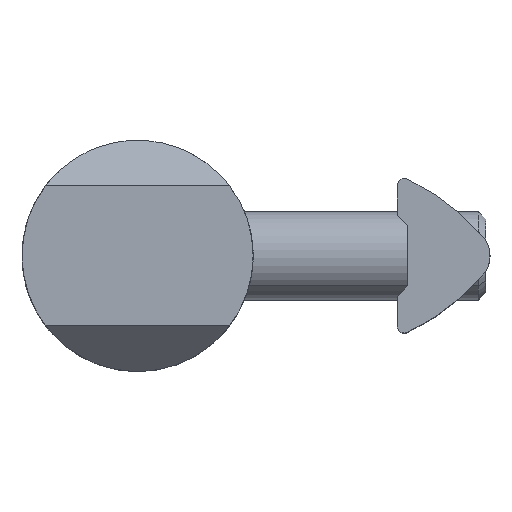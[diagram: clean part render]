
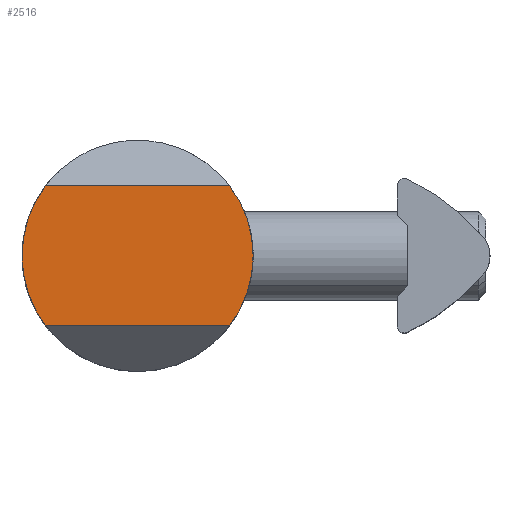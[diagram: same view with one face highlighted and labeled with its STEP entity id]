
A CAD part, top view. The second image highlights one B-rep face of the part: STEP entity #2516.
In plain terms, the highlighted planar face has unit normal (0, 0, 1).
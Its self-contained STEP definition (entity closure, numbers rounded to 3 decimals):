
#152 = CYLINDRICAL_SURFACE('',#153,7.85);
#153 = AXIS2_PLACEMENT_3D('',#154,#155,#156);
#154 = CARTESIAN_POINT('',(0.,0.,12.5));
#155 = DIRECTION('',(0.,0.,1.));
#156 = DIRECTION('',(-1.,0.,0.));
#406 = CYLINDRICAL_SURFACE('',#407,7.85);
#407 = AXIS2_PLACEMENT_3D('',#408,#409,#410);
#408 = CARTESIAN_POINT('',(0.,0.,12.5));
#409 = DIRECTION('',(0.,0.,1.));
#410 = DIRECTION('',(-1.,0.,0.));
#647 = EDGE_CURVE('',#648,#650,#652,.T.);
#648 = VERTEX_POINT('',#649);
#649 = CARTESIAN_POINT('',(7.85,0.,12.5));
#650 = VERTEX_POINT('',#651);
#651 = CARTESIAN_POINT('',(6.25,4.75,12.5));
#652 = SURFACE_CURVE('',#653,(#658,#665),.PCURVE_S1.);
#653 = CIRCLE('',#654,7.85);
#654 = AXIS2_PLACEMENT_3D('',#655,#656,#657);
#655 = CARTESIAN_POINT('',(0.,0.,12.5));
#656 = DIRECTION('',(0.,0.,1.));
#657 = DIRECTION('',(1.,0.,-0.));
#658 = PCURVE('',#152,#659);
#659 = DEFINITIONAL_REPRESENTATION('',(#660),#664);
#660 = LINE('',#661,#662);
#661 = CARTESIAN_POINT('',(3.142,0.));
#662 = VECTOR('',#663,1.);
#663 = DIRECTION('',(1.,0.));
#664 = ( GEOMETRIC_REPRESENTATION_CONTEXT(2) 
PARAMETRIC_REPRESENTATION_CONTEXT() REPRESENTATION_CONTEXT('2D SPACE',''
  ) );
#665 = PCURVE('',#666,#671);
#666 = PLANE('',#667);
#667 = AXIS2_PLACEMENT_3D('',#668,#669,#670);
#668 = CARTESIAN_POINT('',(0.,0.,12.5));
#669 = DIRECTION('',(0.,0.,1.));
#670 = DIRECTION('',(1.,0.,-0.));
#671 = DEFINITIONAL_REPRESENTATION('',(#672),#676);
#672 = CIRCLE('',#673,7.85);
#673 = AXIS2_PLACEMENT_2D('',#674,#675);
#674 = CARTESIAN_POINT('',(0.,0.));
#675 = DIRECTION('',(1.,0.));
#676 = ( GEOMETRIC_REPRESENTATION_CONTEXT(2) 
PARAMETRIC_REPRESENTATION_CONTEXT() REPRESENTATION_CONTEXT('2D SPACE',''
  ) );
#1490 = VERTEX_POINT('',#1491);
#1491 = CARTESIAN_POINT('',(-7.85,0.,12.5));
#1512 = EDGE_CURVE('',#1513,#1490,#1515,.T.);
#1513 = VERTEX_POINT('',#1514);
#1514 = CARTESIAN_POINT('',(-6.25,4.75,12.5));
#1515 = SURFACE_CURVE('',#1516,(#1521,#1528),.PCURVE_S1.);
#1516 = CIRCLE('',#1517,7.85);
#1517 = AXIS2_PLACEMENT_3D('',#1518,#1519,#1520);
#1518 = CARTESIAN_POINT('',(0.,0.,12.5));
#1519 = DIRECTION('',(0.,0.,1.));
#1520 = DIRECTION('',(1.,0.,-0.));
#1521 = PCURVE('',#152,#1522);
#1522 = DEFINITIONAL_REPRESENTATION('',(#1523),#1527);
#1523 = LINE('',#1524,#1525);
#1524 = CARTESIAN_POINT('',(3.142,0.));
#1525 = VECTOR('',#1526,1.);
#1526 = DIRECTION('',(1.,0.));
#1527 = ( GEOMETRIC_REPRESENTATION_CONTEXT(2) 
PARAMETRIC_REPRESENTATION_CONTEXT() REPRESENTATION_CONTEXT('2D SPACE',''
  ) );
#1528 = PCURVE('',#666,#1529);
#1529 = DEFINITIONAL_REPRESENTATION('',(#1530),#1534);
#1530 = CIRCLE('',#1531,7.85);
#1531 = AXIS2_PLACEMENT_2D('',#1532,#1533);
#1532 = CARTESIAN_POINT('',(0.,0.));
#1533 = DIRECTION('',(1.,0.));
#1534 = ( GEOMETRIC_REPRESENTATION_CONTEXT(2) 
PARAMETRIC_REPRESENTATION_CONTEXT() REPRESENTATION_CONTEXT('2D SPACE',''
  ) );
#1573 = PLANE('',#1574);
#1574 = AXIS2_PLACEMENT_3D('',#1575,#1576,#1577);
#1575 = CARTESIAN_POINT('',(-7.5,8.744,8.506));
#1576 = DIRECTION('',(-0.,0.707,0.707));
#1577 = DIRECTION('',(1.,0.,0.));
#1803 = EDGE_CURVE('',#1804,#648,#1806,.T.);
#1804 = VERTEX_POINT('',#1805);
#1805 = CARTESIAN_POINT('',(6.25,-4.75,12.5));
#1806 = SURFACE_CURVE('',#1807,(#1812,#1819),.PCURVE_S1.);
#1807 = CIRCLE('',#1808,7.85);
#1808 = AXIS2_PLACEMENT_3D('',#1809,#1810,#1811);
#1809 = CARTESIAN_POINT('',(0.,0.,12.5));
#1810 = DIRECTION('',(0.,0.,1.));
#1811 = DIRECTION('',(1.,0.,-0.));
#1812 = PCURVE('',#406,#1813);
#1813 = DEFINITIONAL_REPRESENTATION('',(#1814),#1818);
#1814 = LINE('',#1815,#1816);
#1815 = CARTESIAN_POINT('',(-3.142,0.));
#1816 = VECTOR('',#1817,1.);
#1817 = DIRECTION('',(1.,0.));
#1818 = ( GEOMETRIC_REPRESENTATION_CONTEXT(2) 
PARAMETRIC_REPRESENTATION_CONTEXT() REPRESENTATION_CONTEXT('2D SPACE',''
  ) );
#1819 = PCURVE('',#666,#1820);
#1820 = DEFINITIONAL_REPRESENTATION('',(#1821),#1825);
#1821 = CIRCLE('',#1822,7.85);
#1822 = AXIS2_PLACEMENT_2D('',#1823,#1824);
#1823 = CARTESIAN_POINT('',(0.,0.));
#1824 = DIRECTION('',(1.,0.));
#1825 = ( GEOMETRIC_REPRESENTATION_CONTEXT(2) 
PARAMETRIC_REPRESENTATION_CONTEXT() REPRESENTATION_CONTEXT('2D SPACE',''
  ) );
#1828 = VERTEX_POINT('',#1829);
#1829 = CARTESIAN_POINT('',(-6.25,-4.75,12.5));
#1866 = PLANE('',#1867);
#1867 = AXIS2_PLACEMENT_3D('',#1868,#1869,#1870);
#1868 = CARTESIAN_POINT('',(-7.5,-8.744,8.506));
#1869 = DIRECTION('',(0.,-0.707,0.707));
#1870 = DIRECTION('',(-1.,0.,0.));
#1879 = EDGE_CURVE('',#1490,#1828,#1880,.T.);
#1880 = SURFACE_CURVE('',#1881,(#1886,#1893),.PCURVE_S1.);
#1881 = CIRCLE('',#1882,7.85);
#1882 = AXIS2_PLACEMENT_3D('',#1883,#1884,#1885);
#1883 = CARTESIAN_POINT('',(0.,0.,12.5));
#1884 = DIRECTION('',(0.,0.,1.));
#1885 = DIRECTION('',(1.,0.,-0.));
#1886 = PCURVE('',#406,#1887);
#1887 = DEFINITIONAL_REPRESENTATION('',(#1888),#1892);
#1888 = LINE('',#1889,#1890);
#1889 = CARTESIAN_POINT('',(-3.142,0.));
#1890 = VECTOR('',#1891,1.);
#1891 = DIRECTION('',(1.,0.));
#1892 = ( GEOMETRIC_REPRESENTATION_CONTEXT(2) 
PARAMETRIC_REPRESENTATION_CONTEXT() REPRESENTATION_CONTEXT('2D SPACE',''
  ) );
#1893 = PCURVE('',#666,#1894);
#1894 = DEFINITIONAL_REPRESENTATION('',(#1895),#1899);
#1895 = CIRCLE('',#1896,7.85);
#1896 = AXIS2_PLACEMENT_2D('',#1897,#1898);
#1897 = CARTESIAN_POINT('',(0.,0.));
#1898 = DIRECTION('',(1.,0.));
#1899 = ( GEOMETRIC_REPRESENTATION_CONTEXT(2) 
PARAMETRIC_REPRESENTATION_CONTEXT() REPRESENTATION_CONTEXT('2D SPACE',''
  ) );
#2516 = ADVANCED_FACE('',(#2517),#666,.T.);
#2517 = FACE_BOUND('',#2518,.T.);
#2518 = EDGE_LOOP('',(#2519,#2520,#2521,#2542,#2543,#2544));
#2519 = ORIENTED_EDGE('',*,*,#1512,.T.);
#2520 = ORIENTED_EDGE('',*,*,#1879,.T.);
#2521 = ORIENTED_EDGE('',*,*,#2522,.T.);
#2522 = EDGE_CURVE('',#1828,#1804,#2523,.T.);
#2523 = SURFACE_CURVE('',#2524,(#2528,#2535),.PCURVE_S1.);
#2524 = LINE('',#2525,#2526);
#2525 = CARTESIAN_POINT('',(0.,-4.75,12.5));
#2526 = VECTOR('',#2527,1.);
#2527 = DIRECTION('',(1.,0.,-0.));
#2528 = PCURVE('',#666,#2529);
#2529 = DEFINITIONAL_REPRESENTATION('',(#2530),#2534);
#2530 = LINE('',#2531,#2532);
#2531 = CARTESIAN_POINT('',(0.,-4.75));
#2532 = VECTOR('',#2533,1.);
#2533 = DIRECTION('',(1.,0.));
#2534 = ( GEOMETRIC_REPRESENTATION_CONTEXT(2) 
PARAMETRIC_REPRESENTATION_CONTEXT() REPRESENTATION_CONTEXT('2D SPACE',''
  ) );
#2535 = PCURVE('',#1866,#2536);
#2536 = DEFINITIONAL_REPRESENTATION('',(#2537),#2541);
#2537 = LINE('',#2538,#2539);
#2538 = CARTESIAN_POINT('',(-7.5,-5.648));
#2539 = VECTOR('',#2540,1.);
#2540 = DIRECTION('',(-1.,0.));
#2541 = ( GEOMETRIC_REPRESENTATION_CONTEXT(2) 
PARAMETRIC_REPRESENTATION_CONTEXT() REPRESENTATION_CONTEXT('2D SPACE',''
  ) );
#2542 = ORIENTED_EDGE('',*,*,#1803,.T.);
#2543 = ORIENTED_EDGE('',*,*,#647,.T.);
#2544 = ORIENTED_EDGE('',*,*,#2545,.T.);
#2545 = EDGE_CURVE('',#650,#1513,#2546,.T.);
#2546 = SURFACE_CURVE('',#2547,(#2551,#2558),.PCURVE_S1.);
#2547 = LINE('',#2548,#2549);
#2548 = CARTESIAN_POINT('',(0.,4.75,12.5));
#2549 = VECTOR('',#2550,1.);
#2550 = DIRECTION('',(-1.,-0.,0.));
#2551 = PCURVE('',#666,#2552);
#2552 = DEFINITIONAL_REPRESENTATION('',(#2553),#2557);
#2553 = LINE('',#2554,#2555);
#2554 = CARTESIAN_POINT('',(0.,4.75));
#2555 = VECTOR('',#2556,1.);
#2556 = DIRECTION('',(-1.,0.));
#2557 = ( GEOMETRIC_REPRESENTATION_CONTEXT(2) 
PARAMETRIC_REPRESENTATION_CONTEXT() REPRESENTATION_CONTEXT('2D SPACE',''
  ) );
#2558 = PCURVE('',#1573,#2559);
#2559 = DEFINITIONAL_REPRESENTATION('',(#2560),#2564);
#2560 = LINE('',#2561,#2562);
#2561 = CARTESIAN_POINT('',(7.5,-5.648));
#2562 = VECTOR('',#2563,1.);
#2563 = DIRECTION('',(-1.,-0.));
#2564 = ( GEOMETRIC_REPRESENTATION_CONTEXT(2) 
PARAMETRIC_REPRESENTATION_CONTEXT() REPRESENTATION_CONTEXT('2D SPACE',''
  ) );
